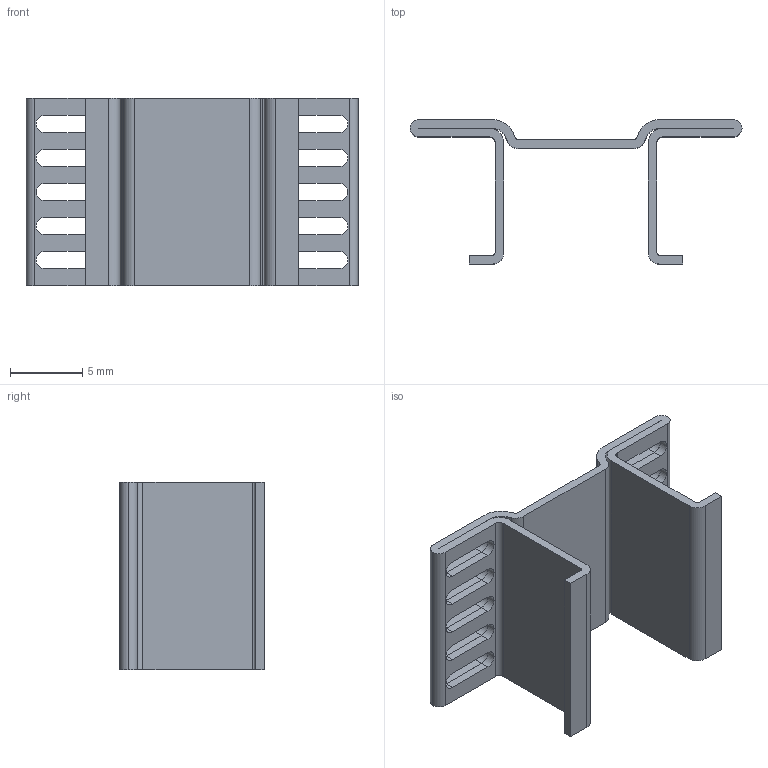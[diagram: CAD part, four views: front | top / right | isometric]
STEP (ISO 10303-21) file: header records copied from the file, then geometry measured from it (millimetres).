
FILE_DESCRIPTION (( 'STEP AP214' ), '1' );
FILE_NAME ('FK 244 13 D PAK TR.STEP', '2025-02-13T17:35:00', ( '' ), ( '' ), 'SwSTEP 2.0', 'SolidWorks 2024', '' );
FILE_SCHEMA (( 'AUTOMOTIVE_DESIGN' ));
Length unit declared in the file: millimetre
Products named in the file (1): FK 244 13 D PAK TR
Bounding box: 23 x 10 x 13 mm (x, y, z)
Volume: 379.9 mm3; surface area: 1480.1 mm2
Topology: 1 solids, 1 shells, 128 faces, 378 edges, 252 vertices
Faces by surface type: plane 66, cylinder 62
Entity records: 4409 total; most frequent: DIRECTION 760, CARTESIAN_POINT 759, ORIENTED_EDGE 756, EDGE_CURVE 378, LINE 254, VECTOR 254, AXIS2_PLACEMENT_3D 253, VERTEX_POINT 252
